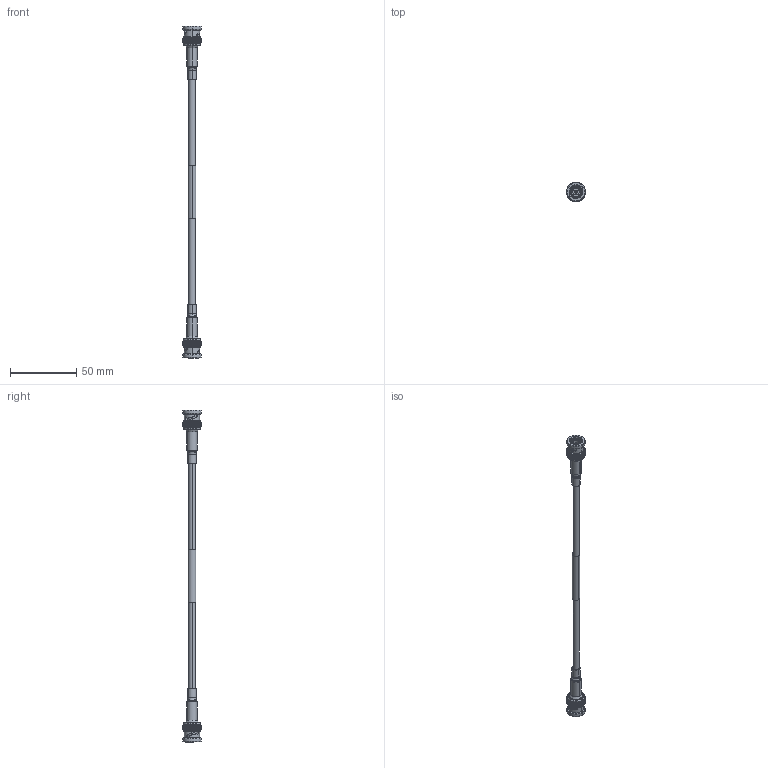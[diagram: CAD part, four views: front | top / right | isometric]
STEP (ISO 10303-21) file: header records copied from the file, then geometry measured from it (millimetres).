
FILE_DESCRIPTION (( 'STEP AP214' ), '1' );
FILE_NAME ('FMCA10019_3D.step', '2024-01-26T20:51:58', ( '' ), ( '' ), 'SwSTEP 2.0', 'SolidWorks 2022', '' );
FILE_SCHEMA (( 'AUTOMOTIVE_DESIGN' ));
Length unit declared in the file: inch
Products named in the file (5): SC6023; FMCA10019_3D; RG400_U_cable; 1AW01-003_.230 ID X 1" long; HeatShrink_SC7050
Assembly tree (6 placements, depth 2):
  FMCA10019_3D
    1AW01-003_.230 ID X 1" long
    RG400_U_cable
    HeatShrink_SC7050  x2
    SC6023  x2
Bounding box: 14.46 x 14.46 x 250.4 mm (x, y, z)
Volume: 7788.6 mm3; surface area: 12383.4 mm2
Topology: 8 solids, 10 shells, 960 faces, 2172 edges, 1250 vertices
Faces by surface type: plane 332, cone 310, cylinder 274, bspline 24, torus 20
Entity records: 15666 total; most frequent: CARTESIAN_POINT 4888, ORIENTED_EDGE 2186, DIRECTION 2163, EDGE_CURVE 1093, AXIS2_PLACEMENT_3D 906, VERTEX_POINT 631, EDGE_LOOP 508, ADVANCED_FACE 485
